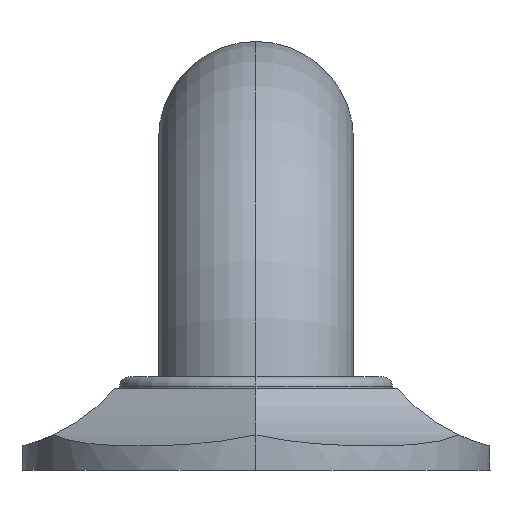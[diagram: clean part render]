
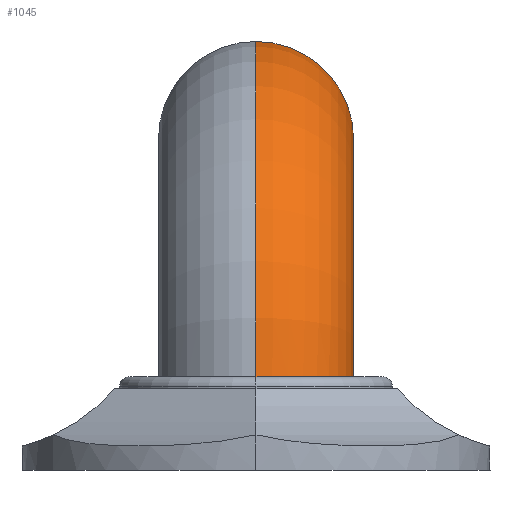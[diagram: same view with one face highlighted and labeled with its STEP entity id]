
A CAD part, left-side view. The second image highlights one B-rep face of the part: STEP entity #1045.
In plain terms, the highlighted toroidal (fillet/blend) face has major radius 41.275 mm and minor radius 15.875 mm.
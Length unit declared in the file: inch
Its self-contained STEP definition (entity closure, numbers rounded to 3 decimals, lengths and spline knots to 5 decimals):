
#336=CARTESIAN_POINT('',(-7.375,0.,2.125));
#337=DIRECTION('',(1.,0.,0.));
#338=DIRECTION('',(0.,0.,1.));
#339=AXIS2_PLACEMENT_3D('',#336,#337,#338);
#345=CARTESIAN_POINT('',(-7.375,0.,0.5));
#346=DIRECTION('',(0.,1.,0.));
#347=DIRECTION('',(-0.999,0.,0.044));
#348=AXIS2_PLACEMENT_3D('',#345,#346,#347);
#350=CARTESIAN_POINT('',(-8.36999,0.,0.6));
#382=CARTESIAN_POINT('',(-9.62278,0.,0.6));
#384=CARTESIAN_POINT('',(-9.62278,0.,0.6));
#385=CARTESIAN_POINT('',(-9.62278,-0.02186,0.6));
#386=CARTESIAN_POINT('',(-9.6205,-0.06533,0.6));
#387=CARTESIAN_POINT('',(-9.61023,-0.13014,0.6));
#388=CARTESIAN_POINT('',(-9.59329,-0.19333,0.6));
#389=CARTESIAN_POINT('',(-9.56976,-0.25461,0.6));
#390=CARTESIAN_POINT('',(-9.54006,-0.31288,0.6));
#391=CARTESIAN_POINT('',(-9.50427,-0.36796,0.6));
#392=CARTESIAN_POINT('',(-9.4631,-0.41878,0.6));
#393=CARTESIAN_POINT('',(-9.4166,-0.46525,0.6));
#394=CARTESIAN_POINT('',(-9.36574,-0.50641,0.6));
#395=CARTESIAN_POINT('',(-9.31057,-0.54221,0.6));
#396=CARTESIAN_POINT('',(-9.2522,-0.57193,0.6));
#397=CARTESIAN_POINT('',(-9.19079,-0.59548,0.6));
#398=CARTESIAN_POINT('',(-9.12742,-0.61244,0.6));
#399=CARTESIAN_POINT('',(-9.06246,-0.62272,0.6));
#400=CARTESIAN_POINT('',(-8.99682,-0.62614,0.6));
#401=CARTESIAN_POINT('',(-8.93119,-0.6227,0.6));
#402=CARTESIAN_POINT('',(-8.86617,-0.6124,0.6));
#403=CARTESIAN_POINT('',(-8.8027,-0.5954,0.6));
#404=CARTESIAN_POINT('',(-8.74117,-0.57179,0.6));
#405=CARTESIAN_POINT('',(-8.68266,-0.542,0.6));
#406=CARTESIAN_POINT('',(-8.62736,-0.50611,0.6));
#407=CARTESIAN_POINT('',(-8.57637,-0.46486,0.6));
#408=CARTESIAN_POINT('',(-8.52977,-0.41831,0.6));
#409=CARTESIAN_POINT('',(-8.48852,-0.36743,0.6));
#410=CARTESIAN_POINT('',(-8.45268,-0.31231,0.6));
#411=CARTESIAN_POINT('',(-8.42297,-0.25407,0.6));
#412=CARTESIAN_POINT('',(-8.39944,-0.19287,0.6));
#413=CARTESIAN_POINT('',(-8.38252,-0.12981,0.6));
#414=CARTESIAN_POINT('',(-8.37226,-0.06515,0.6));
#415=CARTESIAN_POINT('',(-8.36999,-0.0218,0.6));
#416=CARTESIAN_POINT('',(-8.36999,0.,0.6));
#670=CARTESIAN_POINT('',(-7.375,0.,0.5));
#671=DIRECTION('',(0.,1.,0.));
#672=DIRECTION('',(-0.995,0.,0.1));
#673=AXIS2_PLACEMENT_3D('',#670,#671,#672);
#752=CARTESIAN_POINT('',(-7.375,0.,1.5));
#753=CARTESIAN_POINT('',(-7.375,0.,2.75));
#754=VERTEX_POINT('',#752);
#755=VERTEX_POINT('',#753);
#762=VERTEX_POINT('',#350);
#763=VERTEX_POINT('',#382);
#1031=CARTESIAN_POINT('',(-7.375,0.,0.5));
#1032=DIRECTION('',(0.,1.,0.));
#1033=DIRECTION('',(1.,0.,0.));
#1034=AXIS2_PLACEMENT_3D('',#1031,#1032,#1033);
#1035=TOROIDAL_SURFACE('',#1034,1.625,0.625);
#1037=ORIENTED_EDGE('',*,*,#1036,.F.);
#1039=ORIENTED_EDGE('',*,*,#1038,.T.);
#1040=ORIENTED_EDGE('',*,*,#1021,.T.);
#1042=ORIENTED_EDGE('',*,*,#1041,.F.);
#1043=EDGE_LOOP('',(#1037,#1039,#1040,#1042));
#1044=FACE_OUTER_BOUND('',#1043,.F.);
#1045=ADVANCED_FACE('',(#1044),#1035,.T.);
#340=CIRCLE('',#339,0.625);
#349=CIRCLE('',#348,2.25);
#417=B_SPLINE_CURVE_WITH_KNOTS('',3,(#384,#385,#386,#387,#388,#389,#390,#391,
#392,#393,#394,#395,#396,#397,#398,#399,#400,#401,#402,#403,#404,#405,#406,#407,
#408,#409,#410,#411,#412,#413,#414,#415,#416),.UNSPECIFIED.,.F.,.F.,(4,1,1,1,1,
1,1,1,1,1,1,1,1,1,1,1,1,1,1,1,1,1,1,1,1,1,1,1,1,1,4),(0.,0.03333,
0.06667,0.1,0.13333,0.16667,0.2,
0.23333,0.26667,0.3,0.33333,0.36667,
0.4,0.43333,0.46667,0.5,0.53333,
0.56667,0.6,0.63333,0.66667,0.7,
0.73333,0.76667,0.8,0.83333,0.86667,
0.9,0.93333,0.96667,1.),.UNSPECIFIED.);
#674=CIRCLE('',#673,1.);
#1021=EDGE_CURVE('',#755,#754,#340,.T.);
#1036=EDGE_CURVE('',#763,#762,#417,.T.);
#1038=EDGE_CURVE('',#763,#755,#349,.T.);
#1041=EDGE_CURVE('',#762,#754,#674,.T.);
